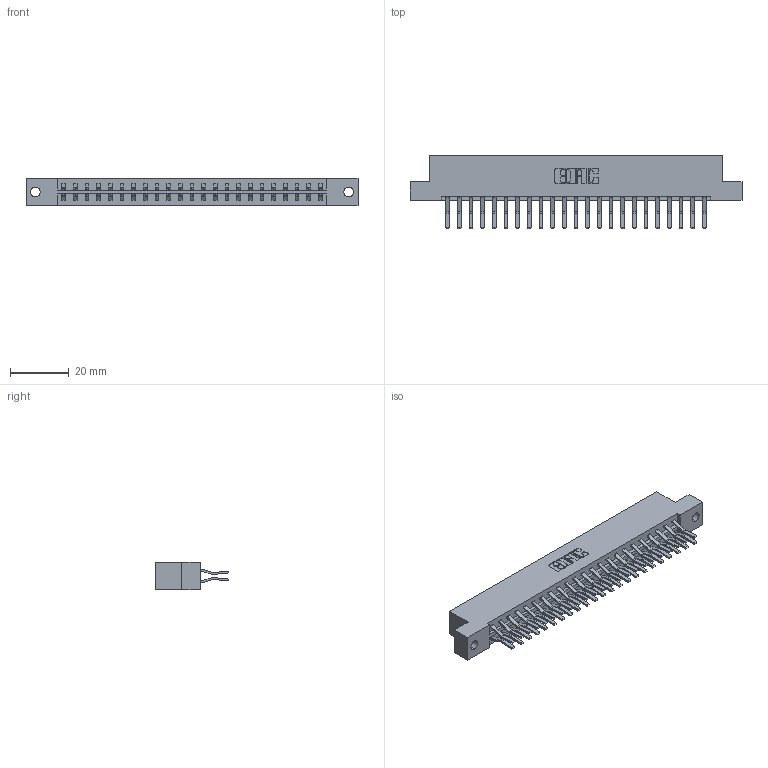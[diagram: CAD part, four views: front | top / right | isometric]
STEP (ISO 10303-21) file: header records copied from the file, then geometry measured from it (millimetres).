
FILE_DESCRIPTION (( 'STEP AP203' ), '1' );
FILE_NAME ('333-046-560-202.STEP', '2018-08-03T22:59:54', ( '' ), ( '' ), 'SwSTEP 2.0', 'SolidWorks 2016', '' );
FILE_SCHEMA (( 'CONFIG_CONTROL_DESIGN' ));
Length unit declared in the file: inch
Products named in the file (3): 333 Part_Flush - .128 Dia; 345-292-001_560 Tail; 333-046-560-202
Assembly tree (47 placements, depth 2):
  333-046-560-202
    333 Part_Flush - .128 Dia
    345-292-001_560 Tail  x46
Bounding box: 112.67 x 24.78 x 9.4 mm (x, y, z)
Volume: 11590.6 mm3; surface area: 14085.5 mm2
Topology: 47 solids, 47 shells, 2598 faces, 7717 edges, 5082 vertices
Faces by surface type: plane 1726, cylinder 872
Entity records: 17345 total; most frequent: CARTESIAN_POINT 2898, ORIENTED_EDGE 2834, DIRECTION 2513, EDGE_CURVE 1417, VECTOR 1285, LINE 1285, VERTEX_POINT 942, AXIS2_PLACEMENT_3D 614
